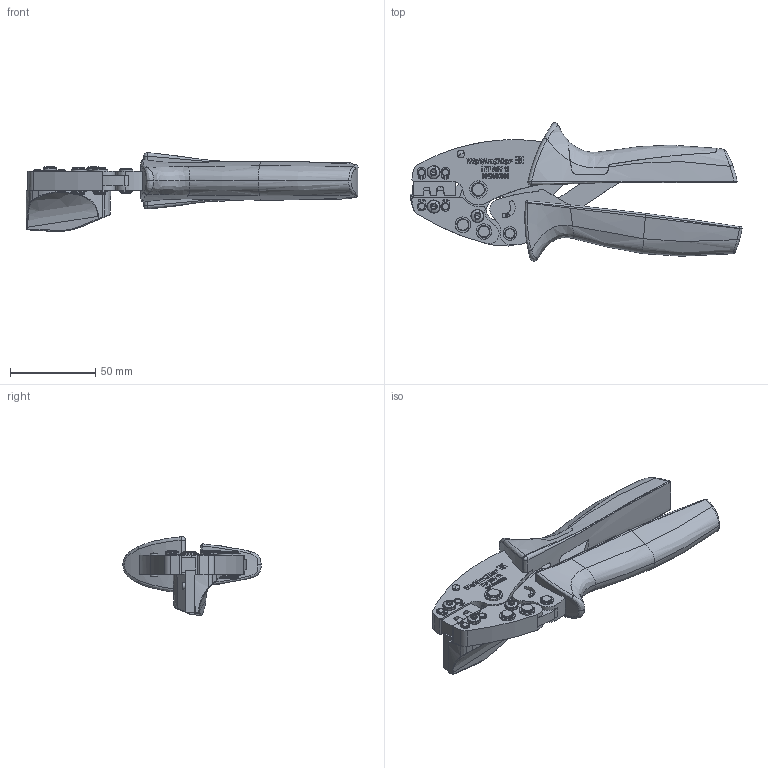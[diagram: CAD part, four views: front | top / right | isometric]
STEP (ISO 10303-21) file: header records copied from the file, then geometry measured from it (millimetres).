
FILE_DESCRIPTION(('CATIA V5 STEP Exchange','CAx-IF Rec.Pracs.--- Model Styling and Organization---1.5--- 2016-08-15','CAx-IF Rec.Pracs.---Supplemental Geometry---1.0---2011-11-01','CAx-IF Rec.Pracs.--- Composite Materials ---1.1---2010-07-15'),'2;1');
FILE_NAME ('033425-1_0', '2024-11-11T07:13:24+00:00', ('none'), ('Weidmueller'), 'CATIA Version 5-6 Release 2022 SP4 HF5', 'CATIA V5 STEP AP214 v3', 'none');
FILE_SCHEMA(('AUTOMOTIVE_DESIGN { 1 0 10303 214 1 1 1 1 }'));
Length unit declared in the file: millimetre
Products named in the file (1): 9013550000_HTF_RSV_12_AllCATPart
Bounding box: 194.63 x 81.1 x 46.11 mm (x, y, z)
Volume: 155883.3 mm3; surface area: 35565.1 mm2
Topology: 1 solids, 1 shells, 1411 faces, 3956 edges, 2611 vertices
Faces by surface type: plane 545, extrusion 418, cylinder 229, bspline 141, cone 42, torus 26, sphere 10
Entity records: 58140 total; most frequent: CARTESIAN_POINT 24753, ORIENTED_EDGE 7884, DIRECTION 4077, EDGE_CURVE 3942, VERTEX_POINT 2611, VECTOR 2328, LINE 1910, B_SPLINE_CURVE_WITH_KNOTS 1785
